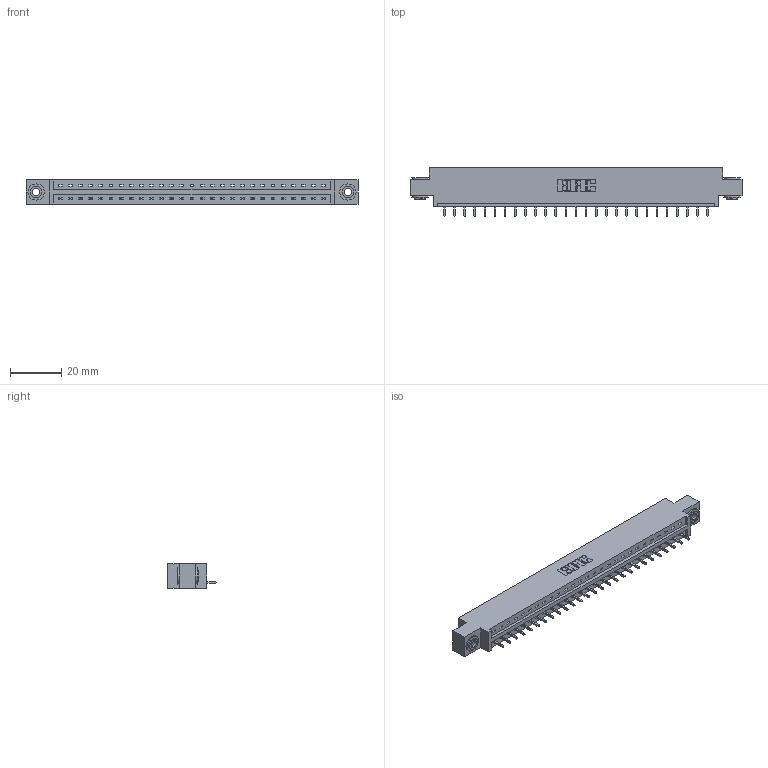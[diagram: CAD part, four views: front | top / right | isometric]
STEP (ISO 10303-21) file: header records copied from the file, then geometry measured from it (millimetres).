
FILE_DESCRIPTION (( 'STEP AP203' ), '1' );
FILE_NAME ('387-027-521-603.STEP', '2018-09-16T14:02:37', ( '' ), ( '' ), 'SwSTEP 2.0', 'SolidWorks 2016', '' );
FILE_SCHEMA (( 'CONFIG_CONTROL_DESIGN' ));
Length unit declared in the file: inch
Products named in the file (4): 345-292-001_345-293-121; 345-250-002_345-250-002-102; 387-027-521-603; 337 Part_0.170 Offset - 0.156 Dia-TH
Assembly tree (30 placements, depth 2):
  387-027-521-603
    337 Part_0.170 Offset - 0.156 Dia-TH
    345-292-001_345-293-121  x27
    345-250-002_345-250-002-102  x2
Bounding box: 130 x 19.06 x 9.4 mm (x, y, z)
Volume: 13148.4 mm3; surface area: 13507.1 mm2
Topology: 30 solids, 30 shells, 1830 faces, 5475 edges, 3610 vertices
Faces by surface type: plane 1326, cylinder 496, cone 8
Entity records: 22810 total; most frequent: CARTESIAN_POINT 3950, ORIENTED_EDGE 3906, DIRECTION 3389, EDGE_CURVE 1953, LINE 1801, VECTOR 1801, VERTEX_POINT 1298, AXIS2_PLACEMENT_3D 794
